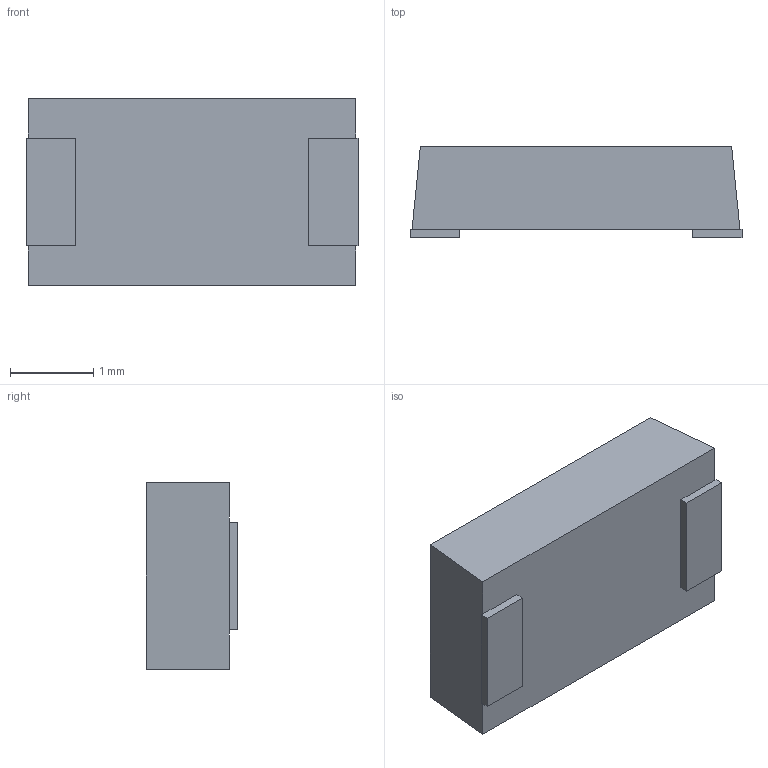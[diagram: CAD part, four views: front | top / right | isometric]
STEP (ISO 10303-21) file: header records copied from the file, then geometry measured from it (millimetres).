
FILE_DESCRIPTION (( 'STEP AP214' ), '1' );
FILE_NAME ('SMC-M.STEP', '2019-06-17T11:17:37', ( '' ), ( '' ), 'SwSTEP 2.0', 'SolidWorks 2018', '' );
FILE_SCHEMA (( 'AUTOMOTIVE_DESIGN' ));
Length unit declared in the file: millimetre
Products named in the file (2): SMC-M
Bounding box: 4 x 1.1 x 2.25 mm (x, y, z)
Volume: 8.8 mm3; surface area: 30.4 mm2
Topology: 1 solids, 1 shells, 18 faces, 44 edges, 28 vertices
Faces by surface type: plane 18
Entity records: 631 total; most frequent: CARTESIAN_POINT 92, ORIENTED_EDGE 88, DIRECTION 84, LINE 44, EDGE_CURVE 44, VECTOR 44, VERTEX_POINT 28, AXIS2_PLACEMENT_3D 20
